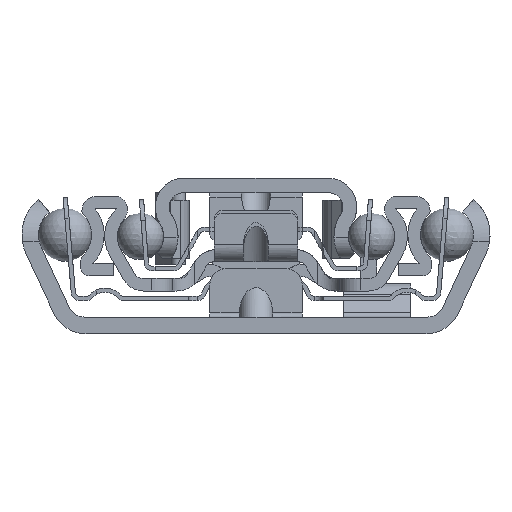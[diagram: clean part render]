
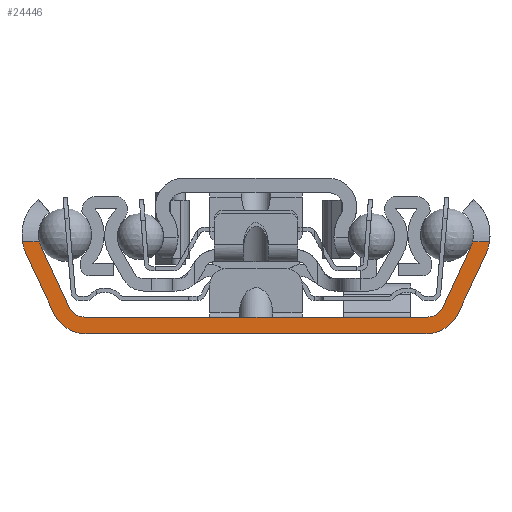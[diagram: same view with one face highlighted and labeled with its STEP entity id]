
A CAD part, left-side view. The second image highlights one B-rep face of the part: STEP entity #24446.
In plain terms, the highlighted planar face has unit normal (-1, 0, 0).
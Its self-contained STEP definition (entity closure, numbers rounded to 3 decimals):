
#694=PLANE('',#26226);
#1452=FACE_OUTER_BOUND('',#2744,.T.);
#2744=EDGE_LOOP('',(#17187,#17188,#17189,#17190,#17191,#17192,#17193,#17194,
#17195,#17196,#17197,#17198,#17199,#17200,#17201,#17202));
#4018=LINE('',#36211,#6316);
#4072=LINE('',#36514,#6370);
#4182=LINE('',#37749,#6480);
#4183=LINE('',#37764,#6481);
#4213=LINE('',#37906,#6511);
#4215=LINE('',#37913,#6513);
#4218=LINE('',#37922,#6516);
#4220=LINE('',#37929,#6518);
#6316=VECTOR('',#28677,10.);
#6370=VECTOR('',#28901,10.);
#6480=VECTOR('',#29351,10.);
#6481=VECTOR('',#29356,10.);
#6511=VECTOR('',#29466,10.);
#6513=VECTOR('',#29474,10.);
#6516=VECTOR('',#29487,10.);
#6518=VECTOR('',#29495,10.);
#8674=CIRCLE('',#26158,5.475);
#8683=CIRCLE('',#26169,3.5);
#8692=CIRCLE('',#26211,4.25);
#8693=CIRCLE('',#26214,3.5);
#8694=CIRCLE('',#26217,2.);
#8695=CIRCLE('',#26219,2.);
#8696=CIRCLE('',#26222,5.475);
#8697=CIRCLE('',#26225,4.25);
#9834=VERTEX_POINT('',#36209);
#9835=VERTEX_POINT('',#36210);
#9949=VERTEX_POINT('',#36512);
#9950=VERTEX_POINT('',#36513);
#10093=VERTEX_POINT('',#37680);
#10094=VERTEX_POINT('',#37693);
#10104=VERTEX_POINT('',#37720);
#10105=VERTEX_POINT('',#37731);
#10106=VERTEX_POINT('',#37735);
#10108=VERTEX_POINT('',#37752);
#10128=VERTEX_POINT('',#37902);
#10129=VERTEX_POINT('',#37908);
#10130=VERTEX_POINT('',#37912);
#10131=VERTEX_POINT('',#37918);
#10132=VERTEX_POINT('',#37924);
#10133=VERTEX_POINT('',#37928);
#12393=EDGE_CURVE('',#9834,#9835,#4018,.T.);
#12523=EDGE_CURVE('',#9949,#9950,#4072,.T.);
#12763=EDGE_CURVE('',#10093,#10094,#8674,.T.);
#12779=EDGE_CURVE('',#10104,#10105,#8683,.T.);
#12782=EDGE_CURVE('',#10106,#10104,#4182,.T.);
#12785=EDGE_CURVE('',#10108,#10093,#4183,.T.);
#12831=EDGE_CURVE('',#10128,#9834,#8692,.T.);
#12833=EDGE_CURVE('',#10094,#10128,#4213,.T.);
#12835=EDGE_CURVE('',#10129,#10108,#8693,.T.);
#12836=EDGE_CURVE('',#10130,#10129,#4215,.T.);
#12838=EDGE_CURVE('',#9950,#10130,#8694,.T.);
#12839=EDGE_CURVE('',#10131,#9949,#8695,.T.);
#12841=EDGE_CURVE('',#10105,#10131,#4218,.T.);
#12843=EDGE_CURVE('',#10132,#10106,#8696,.T.);
#12844=EDGE_CURVE('',#10133,#10132,#4220,.T.);
#12846=EDGE_CURVE('',#9835,#10133,#8697,.T.);
#17187=ORIENTED_EDGE('',*,*,#12785,.F.);
#17188=ORIENTED_EDGE('',*,*,#12835,.F.);
#17189=ORIENTED_EDGE('',*,*,#12836,.F.);
#17190=ORIENTED_EDGE('',*,*,#12838,.F.);
#17191=ORIENTED_EDGE('',*,*,#12523,.F.);
#17192=ORIENTED_EDGE('',*,*,#12839,.F.);
#17193=ORIENTED_EDGE('',*,*,#12841,.F.);
#17194=ORIENTED_EDGE('',*,*,#12779,.F.);
#17195=ORIENTED_EDGE('',*,*,#12782,.F.);
#17196=ORIENTED_EDGE('',*,*,#12843,.F.);
#17197=ORIENTED_EDGE('',*,*,#12844,.F.);
#17198=ORIENTED_EDGE('',*,*,#12846,.F.);
#17199=ORIENTED_EDGE('',*,*,#12393,.F.);
#17200=ORIENTED_EDGE('',*,*,#12831,.F.);
#17201=ORIENTED_EDGE('',*,*,#12833,.F.);
#17202=ORIENTED_EDGE('',*,*,#12763,.F.);
#24446=ADVANCED_FACE('',(#1452),#694,.F.);
#26158=AXIS2_PLACEMENT_3D('',#37694,#29318,#29319);
#26169=AXIS2_PLACEMENT_3D('',#37732,#29346,#29347);
#26211=AXIS2_PLACEMENT_3D('',#37903,#29461,#29462);
#26214=AXIS2_PLACEMENT_3D('',#37910,#29470,#29471);
#26217=AXIS2_PLACEMENT_3D('',#37916,#29478,#29479);
#26219=AXIS2_PLACEMENT_3D('',#37919,#29482,#29483);
#26222=AXIS2_PLACEMENT_3D('',#37926,#29491,#29492);
#26225=AXIS2_PLACEMENT_3D('',#37932,#29499,#29500);
#26226=AXIS2_PLACEMENT_3D('',#37933,#29501,#29502);
#28677=DIRECTION('',(0.,1.,0.));
#28901=DIRECTION('',(0.,-1.,0.));
#29318=DIRECTION('center_axis',(1.,0.,0.));
#29319=DIRECTION('ref_axis',(0.,-0.641,0.767));
#29346=DIRECTION('center_axis',(-1.,0.,0.));
#29347=DIRECTION('ref_axis',(0.,-0.906,0.423));
#29351=DIRECTION('',(0.,-1.,0.));
#29356=DIRECTION('',(0.,-1.,0.));
#29461=DIRECTION('center_axis',(1.,0.,0.));
#29462=DIRECTION('ref_axis',(0.,-0.906,-0.423));
#29466=DIRECTION('',(0.,0.423,-0.906));
#29470=DIRECTION('center_axis',(-1.,0.,0.));
#29471=DIRECTION('ref_axis',(0.,0.636,-0.772));
#29474=DIRECTION('',(0.,-0.423,0.906));
#29478=DIRECTION('center_axis',(-1.,0.,0.));
#29479=DIRECTION('ref_axis',(0.,0.906,0.423));
#29482=DIRECTION('center_axis',(-1.,0.,0.));
#29483=DIRECTION('ref_axis',(0.,0.,1.));
#29487=DIRECTION('',(0.,-0.423,-0.906));
#29491=DIRECTION('center_axis',(1.,0.,0.));
#29492=DIRECTION('ref_axis',(0.,0.906,-0.423));
#29495=DIRECTION('',(0.,0.423,0.906));
#29499=DIRECTION('center_axis',(1.,0.,0.));
#29500=DIRECTION('ref_axis',(0.,0.,-1.));
#29501=DIRECTION('center_axis',(1.,0.,0.));
#29502=DIRECTION('ref_axis',(0.,0.,-1.));
#36209=CARTESIAN_POINT('',(0.,-20.256,0.));
#36210=CARTESIAN_POINT('',(0.,20.256,0.));
#36211=CARTESIAN_POINT('',(0.,0.,0.));
#36512=CARTESIAN_POINT('',(0.,20.443,2.));
#36513=CARTESIAN_POINT('',(0.,-20.443,2.));
#36514=CARTESIAN_POINT('',(0.,20.443,2.));
#37680=CARTESIAN_POINT('',(0.,-27.841,11.));
#37693=CARTESIAN_POINT('',(0.,-27.387,9.486));
#37694=CARTESIAN_POINT('Origin',(0.,-22.425,11.8));
#37720=CARTESIAN_POINT('',(0.,25.832,11.));
#37731=CARTESIAN_POINT('',(0.,25.597,10.321));
#37732=CARTESIAN_POINT('Origin',(0.,22.425,11.8));
#37735=CARTESIAN_POINT('',(0.,27.841,11.));
#37749=CARTESIAN_POINT('',(0.,0.,11.));
#37752=CARTESIAN_POINT('',(0.,-25.832,11.));
#37764=CARTESIAN_POINT('',(0.,0.,11.));
#37902=CARTESIAN_POINT('',(0.,-24.108,2.454));
#37903=CARTESIAN_POINT('Origin',(0.,-20.256,4.25));
#37906=CARTESIAN_POINT('',(0.,-27.387,9.486));
#37908=CARTESIAN_POINT('',(0.,-25.597,10.321));
#37910=CARTESIAN_POINT('Origin',(0.,-22.425,11.8));
#37912=CARTESIAN_POINT('',(0.,-22.255,3.155));
#37913=CARTESIAN_POINT('',(0.,-22.255,3.155));
#37916=CARTESIAN_POINT('Origin',(0.,-20.443,4.));
#37918=CARTESIAN_POINT('',(0.,22.255,3.155));
#37919=CARTESIAN_POINT('Origin',(0.,20.443,4.));
#37922=CARTESIAN_POINT('',(0.,25.597,10.321));
#37924=CARTESIAN_POINT('',(0.,27.387,9.486));
#37926=CARTESIAN_POINT('Origin',(0.,22.425,11.8));
#37928=CARTESIAN_POINT('',(0.,24.108,2.454));
#37929=CARTESIAN_POINT('',(0.,24.108,2.454));
#37932=CARTESIAN_POINT('Origin',(0.,20.256,4.25));
#37933=CARTESIAN_POINT('Origin',(0.,0.,4.008));
